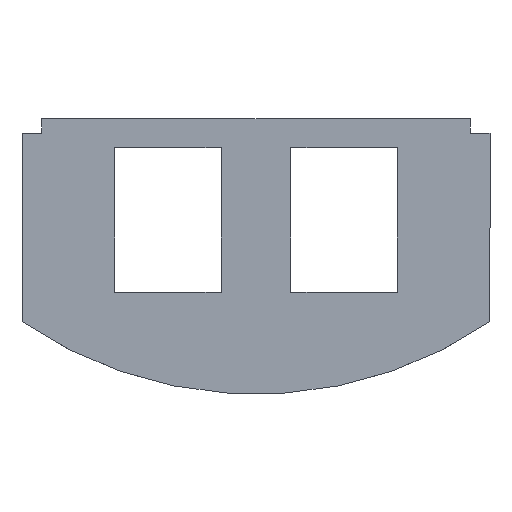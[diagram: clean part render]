
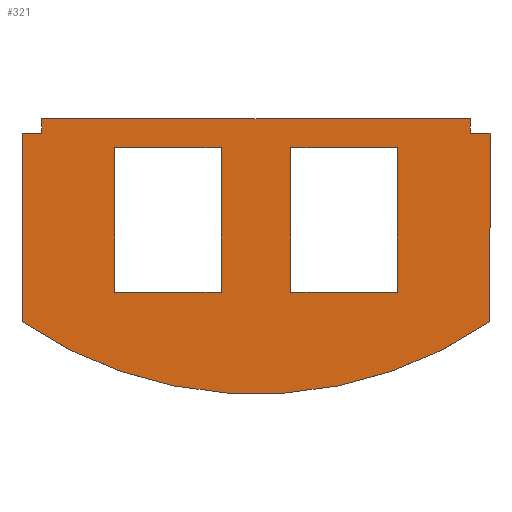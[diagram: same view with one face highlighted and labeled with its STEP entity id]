
A CAD part, top view. The second image highlights one B-rep face of the part: STEP entity #321.
In plain terms, the highlighted planar face has unit normal (0, 0, 1).
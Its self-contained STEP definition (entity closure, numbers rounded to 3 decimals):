
#4 = VECTOR ( 'NONE', #205, 1000. ) ;
#10 = LINE ( 'NONE', #145, #243 ) ;
#14 = VERTEX_POINT ( 'NONE', #164 ) ;
#21 = LINE ( 'NONE', #425, #355 ) ;
#22 = VECTOR ( 'NONE', #148, 1000. ) ;
#27 = EDGE_CURVE ( 'NONE', #591, #372, #481, .T. ) ;
#29 = FACE_OUTER_BOUND ( 'NONE', #378, .T. ) ;
#30 = VERTEX_POINT ( 'NONE', #438 ) ;
#33 = CARTESIAN_POINT ( 'NONE',  ( 0., 0., 0.75 ) ) ;
#35 = CARTESIAN_POINT ( 'NONE',  ( -29.75, -21.25, 0.75 ) ) ;
#38 = ORIENTED_EDGE ( 'NONE', *, *, #385, .F. ) ;
#39 = VECTOR ( 'NONE', #467, 1000. ) ;
#48 = VERTEX_POINT ( 'NONE', #303 ) ;
#50 = EDGE_CURVE ( 'NONE', #96, #79, #432, .T. ) ;
#61 = CARTESIAN_POINT ( 'NONE',  ( 19.65, -23.25, 0.75 ) ) ;
#64 = VECTOR ( 'NONE', #72, 1000. ) ;
#71 = CARTESIAN_POINT ( 'NONE',  ( 32.5, -21.25, 0.75 ) ) ;
#72 = DIRECTION ( 'NONE',  ( 0., -1., 0. ) ) ;
#75 = DIRECTION ( 'NONE',  ( 1., 0., 0. ) ) ;
#77 = VECTOR ( 'NONE', #542, 1000. ) ;
#79 = VERTEX_POINT ( 'NONE', #583 ) ;
#80 = CARTESIAN_POINT ( 'NONE',  ( -4.85, -23.25, 0.75 ) ) ;
#82 = ORIENTED_EDGE ( 'NONE', *, *, #552, .F. ) ;
#89 = ORIENTED_EDGE ( 'NONE', *, *, #429, .F. ) ;
#96 = VERTEX_POINT ( 'NONE', #354 ) ;
#104 = LINE ( 'NONE', #188, #22 ) ;
#105 = LINE ( 'NONE', #508, #39 ) ;
#107 = EDGE_LOOP ( 'NONE', ( #89, #537, #554, #408 ) ) ;
#108 = CARTESIAN_POINT ( 'NONE',  ( -19.65, -23.25, 0.75 ) ) ;
#110 = CARTESIAN_POINT ( 'NONE',  ( -29.75, -19.25, 0.75 ) ) ;
#111 = FACE_BOUND ( 'NONE', #107, .T. ) ;
#112 = CARTESIAN_POINT ( 'NONE',  ( -29.75, -19.25, 0.75 ) ) ;
#114 = CARTESIAN_POINT ( 'NONE',  ( 0., 0., 0.75 ) ) ;
#116 = CARTESIAN_POINT ( 'NONE',  ( -19.65, -43.35, 0.75 ) ) ;
#117 = CARTESIAN_POINT ( 'NONE',  ( -4.85, -23.25, 0.75 ) ) ;
#131 = ORIENTED_EDGE ( 'NONE', *, *, #50, .F. ) ;
#137 = LINE ( 'NONE', #189, #475 ) ;
#145 = CARTESIAN_POINT ( 'NONE',  ( 19.65, -23.25, 0.75 ) ) ;
#146 = ORIENTED_EDGE ( 'NONE', *, *, #227, .T. ) ;
#148 = DIRECTION ( 'NONE',  ( -1., 0., 0. ) ) ;
#149 = CARTESIAN_POINT ( 'NONE',  ( 4.85, -23.25, 0.75 ) ) ;
#153 = EDGE_LOOP ( 'NONE', ( #179, #38, #131, #82 ) ) ;
#155 = CARTESIAN_POINT ( 'NONE',  ( -29.75, -19.25, 0.75 ) ) ;
#158 = CARTESIAN_POINT ( 'NONE',  ( 29.75, -21.25, 0.75 ) ) ;
#161 = EDGE_CURVE ( 'NONE', #372, #14, #546, .T. ) ;
#162 = FACE_BOUND ( 'NONE', #153, .T. ) ;
#164 = CARTESIAN_POINT ( 'NONE',  ( -32.5, -21.25, 0.75 ) ) ;
#167 = DIRECTION ( 'NONE',  ( 0., 0., 1. ) ) ;
#171 = EDGE_CURVE ( 'NONE', #317, #305, #172, .T. ) ;
#172 = LINE ( 'NONE', #357, #77 ) ;
#179 = ORIENTED_EDGE ( 'NONE', *, *, #171, .F. ) ;
#181 = VECTOR ( 'NONE', #211, 1000. ) ;
#183 = VERTEX_POINT ( 'NONE', #61 ) ;
#188 = CARTESIAN_POINT ( 'NONE',  ( 19.65, -23.25, 0.75 ) ) ;
#189 = CARTESIAN_POINT ( 'NONE',  ( 29.75, -19.25, 0.75 ) ) ;
#202 = DIRECTION ( 'NONE',  ( 0., -1., 0. ) ) ;
#205 = DIRECTION ( 'NONE',  ( -1., 0., 0. ) ) ;
#211 = DIRECTION ( 'NONE',  ( 0., 1., 0. ) ) ;
#218 = ORIENTED_EDGE ( 'NONE', *, *, #412, .T. ) ;
#222 = EDGE_CURVE ( 'NONE', #183, #459, #104, .T. ) ;
#227 = EDGE_CURVE ( 'NONE', #30, #361, #21, .T. ) ;
#243 = VECTOR ( 'NONE', #384, 1000. ) ;
#244 = LINE ( 'NONE', #430, #272 ) ;
#251 = DIRECTION ( 'NONE',  ( 1., 0., 0. ) ) ;
#263 = CARTESIAN_POINT ( 'NONE',  ( -29.75, -21.25, 0.75 ) ) ;
#272 = VECTOR ( 'NONE', #202, 1000. ) ;
#277 = VERTEX_POINT ( 'NONE', #433 ) ;
#282 = DIRECTION ( 'NONE',  ( 0., 1., 0. ) ) ;
#286 = CARTESIAN_POINT ( 'NONE',  ( 4.85, -23.25, 0.75 ) ) ;
#289 = CARTESIAN_POINT ( 'NONE',  ( 32.5, -47.434, 0.75 ) ) ;
#296 = AXIS2_PLACEMENT_3D ( 'NONE', #33, #352, #251 ) ;
#300 = DIRECTION ( 'NONE',  ( 0., 1., 0. ) ) ;
#303 = CARTESIAN_POINT ( 'NONE',  ( -32.5, -47.434, 0.75 ) ) ;
#305 = VERTEX_POINT ( 'NONE', #108 ) ;
#307 = LINE ( 'NONE', #572, #322 ) ;
#317 = VERTEX_POINT ( 'NONE', #80 ) ;
#320 = ORIENTED_EDGE ( 'NONE', *, *, #488, .T. ) ;
#321 = ADVANCED_FACE ( 'NONE', ( #162, #111, #29 ), #446, .T. ) ;
#322 = VECTOR ( 'NONE', #377, 1000. ) ;
#323 = CARTESIAN_POINT ( 'NONE',  ( 29.75, -19.25, 0.75 ) ) ;
#340 = ORIENTED_EDGE ( 'NONE', *, *, #27, .T. ) ;
#352 = DIRECTION ( 'NONE',  ( 0., 0., 1. ) ) ;
#353 = VERTEX_POINT ( 'NONE', #393 ) ;
#354 = CARTESIAN_POINT ( 'NONE',  ( -19.65, -43.35, 0.75 ) ) ;
#355 = VECTOR ( 'NONE', #416, 1000. ) ;
#357 = CARTESIAN_POINT ( 'NONE',  ( -19.65, -23.25, 0.75 ) ) ;
#361 = VERTEX_POINT ( 'NONE', #158 ) ;
#367 = CIRCLE ( 'NONE', #296, 57.5 ) ;
#372 = VERTEX_POINT ( 'NONE', #35 ) ;
#373 = EDGE_CURVE ( 'NONE', #465, #30, #397, .T. ) ;
#377 = DIRECTION ( 'NONE',  ( 0., -1., 0. ) ) ;
#378 = EDGE_LOOP ( 'NONE', ( #422, #340, #462, #386, #218, #455, #146, #320 ) ) ;
#384 = DIRECTION ( 'NONE',  ( 0., 1., 0. ) ) ;
#385 = EDGE_CURVE ( 'NONE', #79, #317, #533, .T. ) ;
#386 = ORIENTED_EDGE ( 'NONE', *, *, #419, .T. ) ;
#393 = CARTESIAN_POINT ( 'NONE',  ( 19.65, -43.35, 0.75 ) ) ;
#397 = LINE ( 'NONE', #71, #527 ) ;
#408 = ORIENTED_EDGE ( 'NONE', *, *, #222, .F. ) ;
#412 = EDGE_CURVE ( 'NONE', #48, #465, #367, .T. ) ;
#416 = DIRECTION ( 'NONE',  ( -1., 0., 0. ) ) ;
#419 = EDGE_CURVE ( 'NONE', #14, #48, #307, .T. ) ;
#422 = ORIENTED_EDGE ( 'NONE', *, *, #563, .T. ) ;
#425 = CARTESIAN_POINT ( 'NONE',  ( 29.75, -21.25, 0.75 ) ) ;
#429 = EDGE_CURVE ( 'NONE', #353, #183, #10, .T. ) ;
#430 = CARTESIAN_POINT ( 'NONE',  ( -19.65, -23.25, 0.75 ) ) ;
#432 = LINE ( 'NONE', #116, #558 ) ;
#433 = CARTESIAN_POINT ( 'NONE',  ( 4.85, -43.35, 0.75 ) ) ;
#438 = CARTESIAN_POINT ( 'NONE',  ( 32.5, -21.25, 0.75 ) ) ;
#446 = PLANE ( 'NONE',  #564 ) ;
#448 = DIRECTION ( 'NONE',  ( -1., 0., 0. ) ) ;
#451 = VERTEX_POINT ( 'NONE', #323 ) ;
#455 = ORIENTED_EDGE ( 'NONE', *, *, #373, .T. ) ;
#459 = VERTEX_POINT ( 'NONE', #286 ) ;
#462 = ORIENTED_EDGE ( 'NONE', *, *, #161, .T. ) ;
#465 = VERTEX_POINT ( 'NONE', #289 ) ;
#467 = DIRECTION ( 'NONE',  ( 1., 0., 0. ) ) ;
#470 = DIRECTION ( 'NONE',  ( 0., -1., 0. ) ) ;
#475 = VECTOR ( 'NONE', #282, 1000. ) ;
#481 = LINE ( 'NONE', #110, #64 ) ;
#483 = EDGE_CURVE ( 'NONE', #459, #277, #514, .T. ) ;
#488 = EDGE_CURVE ( 'NONE', #361, #451, #137, .T. ) ;
#494 = EDGE_CURVE ( 'NONE', #277, #353, #105, .T. ) ;
#497 = VECTOR ( 'NONE', #470, 1000. ) ;
#508 = CARTESIAN_POINT ( 'NONE',  ( 19.65, -43.35, 0.75 ) ) ;
#514 = LINE ( 'NONE', #149, #497 ) ;
#525 = LINE ( 'NONE', #155, #4 ) ;
#527 = VECTOR ( 'NONE', #300, 1000. ) ;
#529 = DIRECTION ( 'NONE',  ( 1., 0., 0. ) ) ;
#533 = LINE ( 'NONE', #117, #181 ) ;
#537 = ORIENTED_EDGE ( 'NONE', *, *, #494, .F. ) ;
#542 = DIRECTION ( 'NONE',  ( -1., 0., 0. ) ) ;
#546 = LINE ( 'NONE', #263, #593 ) ;
#552 = EDGE_CURVE ( 'NONE', #305, #96, #244, .T. ) ;
#554 = ORIENTED_EDGE ( 'NONE', *, *, #483, .F. ) ;
#558 = VECTOR ( 'NONE', #75, 1000. ) ;
#563 = EDGE_CURVE ( 'NONE', #451, #591, #525, .T. ) ;
#564 = AXIS2_PLACEMENT_3D ( 'NONE', #114, #167, #529 ) ;
#572 = CARTESIAN_POINT ( 'NONE',  ( -32.5, -21.25, 0.75 ) ) ;
#583 = CARTESIAN_POINT ( 'NONE',  ( -4.85, -43.35, 0.75 ) ) ;
#591 = VERTEX_POINT ( 'NONE', #112 ) ;
#593 = VECTOR ( 'NONE', #448, 1000. ) ;
